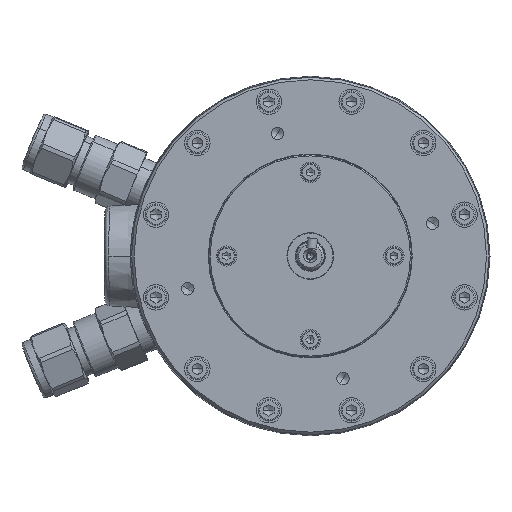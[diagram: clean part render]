
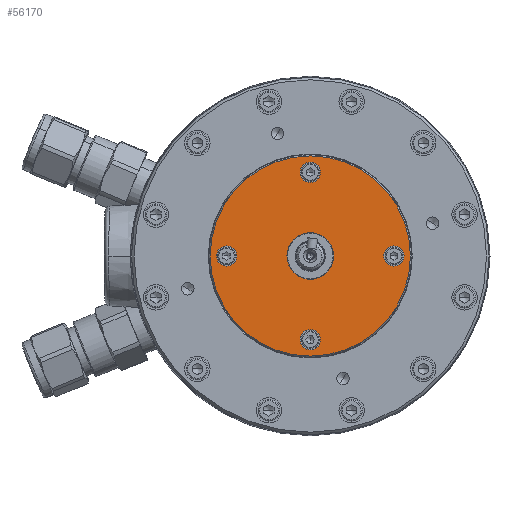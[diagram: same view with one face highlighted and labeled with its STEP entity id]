
A CAD part, left-side view. The second image highlights one B-rep face of the part: STEP entity #56170.
In plain terms, the highlighted planar face has unit normal (-1, 0, 0).
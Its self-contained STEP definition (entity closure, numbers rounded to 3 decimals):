
#3919=CARTESIAN_POINT('',(-16.2,29.,0.));
#3920=VERTEX_POINT('',#3919);
#3936=CARTESIAN_POINT('',(-16.2,37.,0.));
#3937=VERTEX_POINT('',#3936);
#3944=CARTESIAN_POINT('',(-16.2,33.,0.));
#3945=DIRECTION('',(1.0,0.0,0.0));
#3946=DIRECTION('',(0.0,-1.0,0.0));
#3947=AXIS2_PLACEMENT_3D('',#3944,#3945,#3946);
#3948=CIRCLE('',#3947,4.0);
#3949=EDGE_CURVE('',#3920,#3937,#3948,.T.);
#3982=CARTESIAN_POINT('',(-16.2,-29.,0.));
#3983=VERTEX_POINT('',#3982);
#3999=CARTESIAN_POINT('',(-16.2,-37.,0.));
#4000=VERTEX_POINT('',#3999);
#4007=CARTESIAN_POINT('',(-16.2,-33.,0.));
#4008=DIRECTION('',(1.0,0.0,0.0));
#4009=DIRECTION('',(0.0,1.0,0.0));
#4010=AXIS2_PLACEMENT_3D('',#4007,#4008,#4009);
#4011=CIRCLE('',#4010,4.0);
#4012=EDGE_CURVE('',#3983,#4000,#4011,.T.);
#4024=CARTESIAN_POINT('',(-16.2,4.,33.));
#4025=VERTEX_POINT('',#4024);
#4041=CARTESIAN_POINT('',(-16.2,-4.,33.));
#4042=VERTEX_POINT('',#4041);
#4049=CARTESIAN_POINT('',(-16.2,0.,33.));
#4050=DIRECTION('',(1.0,0.0,0.0));
#4051=DIRECTION('',(0.0,1.0,0.0));
#4052=AXIS2_PLACEMENT_3D('',#4049,#4050,#4051);
#4053=CIRCLE('',#4052,4.0);
#4054=EDGE_CURVE('',#4025,#4042,#4053,.T.);
#4087=CARTESIAN_POINT('',(-16.2,4.,-33.0));
#4088=VERTEX_POINT('',#4087);
#4104=CARTESIAN_POINT('',(-16.2,-4.,-33.0));
#4105=VERTEX_POINT('',#4104);
#4112=CARTESIAN_POINT('',(-16.2,0.,-33.0));
#4113=DIRECTION('',(1.0,0.0,0.0));
#4114=DIRECTION('',(0.0,1.0,0.0));
#4115=AXIS2_PLACEMENT_3D('',#4112,#4113,#4114);
#4116=CIRCLE('',#4115,4.0);
#4117=EDGE_CURVE('',#4088,#4105,#4116,.T.);
#4127=CARTESIAN_POINT('',(-16.2,39.5,0.));
#4128=VERTEX_POINT('',#4127);
#4142=CARTESIAN_POINT('',(-16.2,-39.5,0.));
#4143=VERTEX_POINT('',#4142);
#4150=CARTESIAN_POINT('',(-16.2,0.,0.));
#4151=DIRECTION('',(1.0,0.0,0.0));
#4152=DIRECTION('',(0.0,1.0,0.0));
#4153=AXIS2_PLACEMENT_3D('',#4150,#4151,#4152);
#4154=CIRCLE('',#4153,39.5);
#4155=EDGE_CURVE('',#4143,#4128,#4154,.T.);
#4165=CARTESIAN_POINT('',(-16.2,9.2,0.));
#4166=VERTEX_POINT('',#4165);
#4175=CARTESIAN_POINT('',(-16.2,-9.2,0.));
#4176=VERTEX_POINT('',#4175);
#4177=CARTESIAN_POINT('',(-16.2,0.,0.));
#4178=DIRECTION('',(1.0,0.0,0.0));
#4179=DIRECTION('',(0.0,1.0,0.0));
#4180=AXIS2_PLACEMENT_3D('',#4177,#4178,#4179);
#4181=CIRCLE('',#4180,9.2);
#4182=EDGE_CURVE('',#4176,#4166,#4181,.T.);
#56101=CARTESIAN_POINT('',(-16.2,0.,0.));
#56102=DIRECTION('',(1.0,0.0,0.0));
#56103=DIRECTION('',(0.0,1.0,0.0));
#56104=AXIS2_PLACEMENT_3D('',#56101,#56102,#56103);
#56105=CIRCLE('',#56104,9.2);
#56106=EDGE_CURVE('',#4166,#4176,#56105,.T.);
#56111=CARTESIAN_POINT('',(-16.2,0.,0.));
#56112=DIRECTION('',(-1.0,0.0,0.0));
#56113=DIRECTION('',(0.0,1.0,0.0));
#56114=AXIS2_PLACEMENT_3D('',#56111,#56112,#56113);
#56115=PLANE('',#56114);
#56116=ORIENTED_EDGE('',*,*,#4155,.F.);
#56117=CARTESIAN_POINT('',(-16.2,0.,0.));
#56118=DIRECTION('',(1.0,0.0,0.0));
#56119=DIRECTION('',(0.0,1.0,0.0));
#56120=AXIS2_PLACEMENT_3D('',#56117,#56118,#56119);
#56121=CIRCLE('',#56120,39.5);
#56122=EDGE_CURVE('',#4128,#4143,#56121,.T.);
#56123=ORIENTED_EDGE('',*,*,#56122,.F.);
#56124=EDGE_LOOP('',(#56116,#56123));
#56125=FACE_OUTER_BOUND('',#56124,.T.);
#56126=ORIENTED_EDGE('',*,*,#3949,.T.);
#56127=CARTESIAN_POINT('',(-16.2,33.,0.));
#56128=DIRECTION('',(1.0,0.0,0.0));
#56129=DIRECTION('',(0.0,-1.0,0.0));
#56130=AXIS2_PLACEMENT_3D('',#56127,#56128,#56129);
#56131=CIRCLE('',#56130,4.0);
#56132=EDGE_CURVE('',#3937,#3920,#56131,.T.);
#56133=ORIENTED_EDGE('',*,*,#56132,.T.);
#56134=EDGE_LOOP('',(#56126,#56133));
#56135=FACE_BOUND('',#56134,.T.);
#56136=ORIENTED_EDGE('',*,*,#4012,.T.);
#56137=CARTESIAN_POINT('',(-16.2,-33.,0.));
#56138=DIRECTION('',(1.0,0.0,0.0));
#56139=DIRECTION('',(0.0,1.0,0.0));
#56140=AXIS2_PLACEMENT_3D('',#56137,#56138,#56139);
#56141=CIRCLE('',#56140,4.0);
#56142=EDGE_CURVE('',#4000,#3983,#56141,.T.);
#56143=ORIENTED_EDGE('',*,*,#56142,.T.);
#56144=EDGE_LOOP('',(#56136,#56143));
#56145=FACE_BOUND('',#56144,.T.);
#56146=ORIENTED_EDGE('',*,*,#4054,.T.);
#56147=CARTESIAN_POINT('',(-16.2,0.,33.));
#56148=DIRECTION('',(1.0,0.0,0.0));
#56149=DIRECTION('',(0.0,1.0,0.0));
#56150=AXIS2_PLACEMENT_3D('',#56147,#56148,#56149);
#56151=CIRCLE('',#56150,4.0);
#56152=EDGE_CURVE('',#4042,#4025,#56151,.T.);
#56153=ORIENTED_EDGE('',*,*,#56152,.T.);
#56154=EDGE_LOOP('',(#56146,#56153));
#56155=FACE_BOUND('',#56154,.T.);
#56156=ORIENTED_EDGE('',*,*,#4117,.T.);
#56157=CARTESIAN_POINT('',(-16.2,0.,-33.0));
#56158=DIRECTION('',(1.0,0.0,0.0));
#56159=DIRECTION('',(0.0,1.0,0.0));
#56160=AXIS2_PLACEMENT_3D('',#56157,#56158,#56159);
#56161=CIRCLE('',#56160,4.0);
#56162=EDGE_CURVE('',#4105,#4088,#56161,.T.);
#56163=ORIENTED_EDGE('',*,*,#56162,.T.);
#56164=EDGE_LOOP('',(#56156,#56163));
#56165=FACE_BOUND('',#56164,.T.);
#56166=ORIENTED_EDGE('',*,*,#4182,.T.);
#56167=ORIENTED_EDGE('',*,*,#56106,.T.);
#56168=EDGE_LOOP('',(#56166,#56167));
#56169=FACE_BOUND('',#56168,.T.);
#56170=ADVANCED_FACE('',(#56125,#56135,#56145,#56155,#56165,#56169),#56115,.T.);
